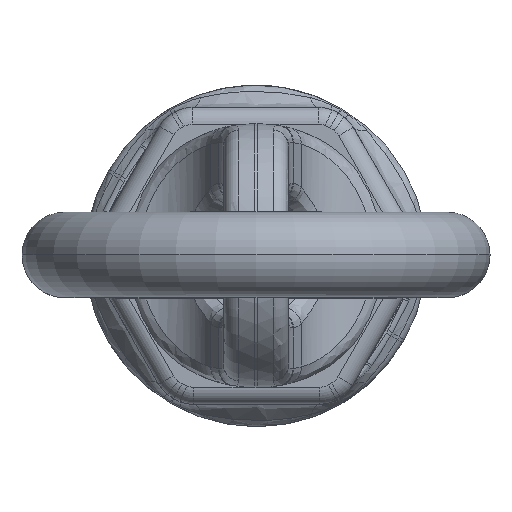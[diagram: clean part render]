
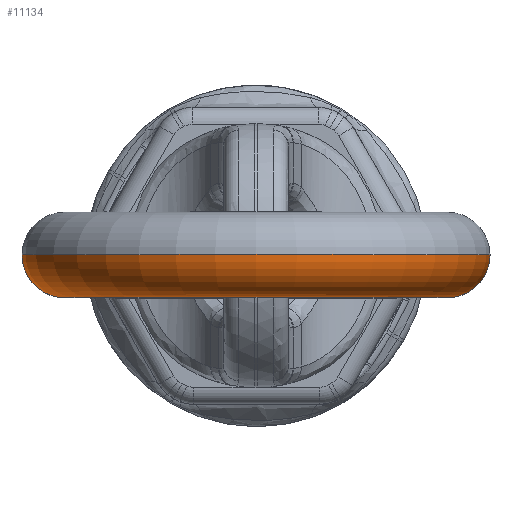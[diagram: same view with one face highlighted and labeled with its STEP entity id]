
A CAD part, top view. The second image highlights one B-rep face of the part: STEP entity #11134.
In plain terms, the highlighted toroidal (fillet/blend) face has major radius 22.5 mm and minor radius 5 mm.
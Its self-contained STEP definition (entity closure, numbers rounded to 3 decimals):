
#11069=CARTESIAN_POINT('Axis2P3D Location',(0.,0.,49.1)) ;
#11073=CARTESIAN_POINT('Vertex',(-27.5,0.,49.1)) ;
#11075=CARTESIAN_POINT('Vertex',(27.5,0.,49.1)) ;
#11104=CARTESIAN_POINT('Axis2P3D Location',(0.,0.,49.1)) ;
#11109=CARTESIAN_POINT('Axis2P3D Location',(-22.5,0.,49.1)) ;
#11113=CARTESIAN_POINT('Vertex',(-22.5,-5.,49.1)) ;
#11116=CARTESIAN_POINT('Axis2P3D Location',(0.,-5.,49.1)) ;
#11120=CARTESIAN_POINT('Vertex',(22.5,-5.,49.1)) ;
#11123=CARTESIAN_POINT('Axis2P3D Location',(22.5,0.,49.1)) ;
#11070=DIRECTION('Axis2P3D Direction',(0.,1.,0.)) ;
#11105=DIRECTION('Axis2P3D Direction',(0.,1.,0.)) ;
#11106=DIRECTION('Axis2P3D XDirection',(-1.,0.,0.)) ;
#11110=DIRECTION('Axis2P3D Direction',(0.,0.,-1.)) ;
#11117=DIRECTION('Axis2P3D Direction',(0.,1.,0.)) ;
#11124=DIRECTION('Axis2P3D Direction',(0.,-0.,1.)) ;
#11071=AXIS2_PLACEMENT_3D('Circle Axis2P3D',#11069,#11070,$) ;
#11107=AXIS2_PLACEMENT_3D('Torus Axis2P3D',#11104,#11105,#11106) ;
#11111=AXIS2_PLACEMENT_3D('Circle Axis2P3D',#11109,#11110,$) ;
#11118=AXIS2_PLACEMENT_3D('Circle Axis2P3D',#11116,#11117,$) ;
#11125=AXIS2_PLACEMENT_3D('Circle Axis2P3D',#11123,#11124,$) ;
#11129=ORIENTED_EDGE('',*,*,#11077,.F.) ;
#11130=ORIENTED_EDGE('',*,*,#11115,.T.) ;
#11131=ORIENTED_EDGE('',*,*,#11122,.T.) ;
#11132=ORIENTED_EDGE('',*,*,#11127,.F.) ;
#11134=ADVANCED_FACE('YK8271-006C.1\\\X2\7CBE8ECA\X0\(NEW).2',(#11133),#11108,.T.) ;
#11072=CIRCLE('generated circle',#11071,27.5) ;
#11112=CIRCLE('generated circle',#11111,5.) ;
#11119=CIRCLE('generated circle',#11118,22.5) ;
#11126=CIRCLE('generated circle',#11125,5.) ;
#11108=TOROIDAL_SURFACE('homeo Torus',#11107,22.5,5.) ;
#11077=EDGE_CURVE('',#11074,#11076,#11072,.T.) ;
#11115=EDGE_CURVE('',#11074,#11114,#11112,.F.) ;
#11122=EDGE_CURVE('',#11114,#11121,#11119,.T.) ;
#11127=EDGE_CURVE('',#11076,#11121,#11126,.F.) ;
#11128=EDGE_LOOP('',(#11129,#11130,#11131,#11132)) ;
#11133=FACE_OUTER_BOUND('',#11128,.T.) ;
#11074=VERTEX_POINT('',#11073) ;
#11076=VERTEX_POINT('',#11075) ;
#11114=VERTEX_POINT('',#11113) ;
#11121=VERTEX_POINT('',#11120) ;
